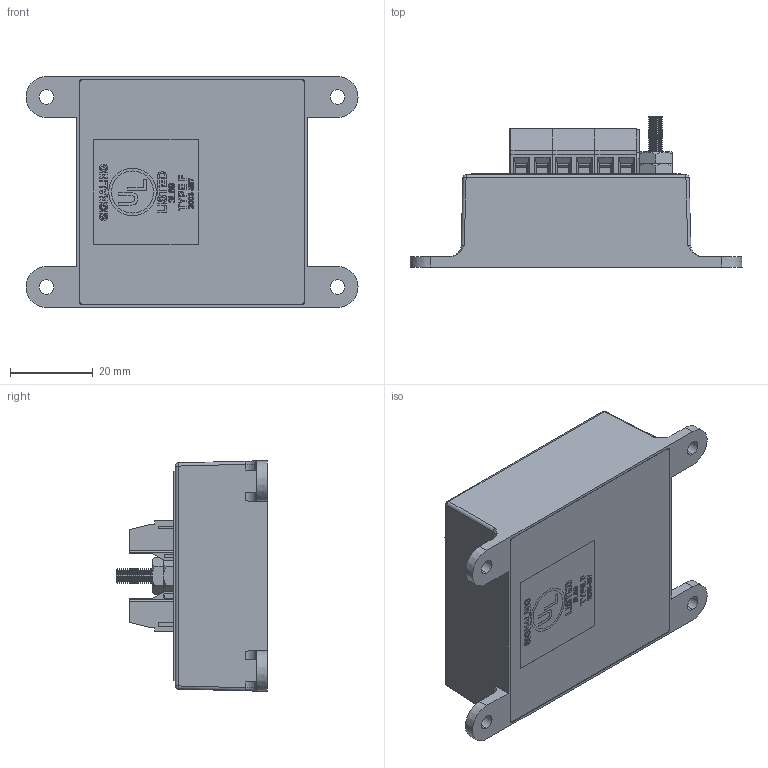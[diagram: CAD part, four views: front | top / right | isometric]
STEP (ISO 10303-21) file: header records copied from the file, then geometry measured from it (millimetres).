
FILE_DESCRIPTION (( 'STEP AP214' ), '1' );
FILE_NAME ('1101-688-E.STEP', '2019-01-24T20:32:51', ( '' ), ( '' ), 'SwSTEP 2.0', 'SolidWorks 2018', '' );
FILE_SCHEMA (( 'AUTOMOTIVE_DESIGN' ));
Length unit declared in the file: inch
Products named in the file (35): 2100-006; 2103-057; 2105-243; 2001-050; 2001-049; 1101-688-E; 3800-175; 2003-597; 2003-1945; 2200-241; 2250-539-1; 2107-105; 2021-167
Assembly tree (19 placements, depth 3):
  2103-057
  2105-243
  2105-243
  1101-688-E
    2021-167
      2001-050
    2250-539-1
      2200-241
      2105-243
      3800-175
      2105-243
      2105-243
      2105-243
      2105-243
      2105-243
    2107-105  x2
    2103-057
    2100-006  x2
    2001-049
    2003-1945
    2003-597
  2100-006
Bounding box: 80.37 x 36.63 x 55.88 mm (x, y, z)
Volume: 32270 mm3; surface area: 44890 mm2
Topology: 53 solids, 53 shells, 3661 faces, 9842 edges, 6422 vertices
Faces by surface type: plane 2510, bspline 590, cylinder 369, cone 184, sphere 4, torus 4
Entity records: 148574 total; most frequent: CARTESIAN_POINT 39500, ORIENTED_EDGE 19416, DIRECTION 15303, EDGE_CURVE 9708, LINE 7605, VECTOR 7605, VERTEX_POINT 6350, EDGE_LOOP 3948
